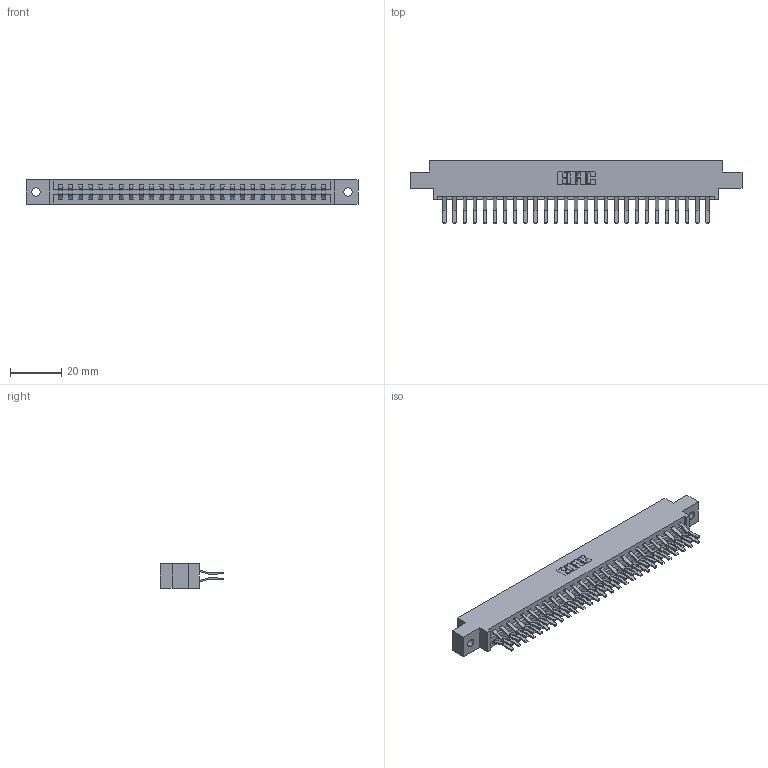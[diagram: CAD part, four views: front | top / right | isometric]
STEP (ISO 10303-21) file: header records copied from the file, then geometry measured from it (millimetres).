
FILE_DESCRIPTION (( 'STEP AP203' ), '1' );
FILE_NAME ('387-054-560-802.STEP', '2018-09-20T23:09:22', ( '' ), ( '' ), 'SwSTEP 2.0', 'SolidWorks 2016', '' );
FILE_SCHEMA (( 'CONFIG_CONTROL_DESIGN' ));
Length unit declared in the file: inch
Products named in the file (3): 337 Part_0.170 Offset - 0.128 Dia; 345-292-001_560 Tail; 387-054-560-802
Assembly tree (55 placements, depth 2):
  387-054-560-802
    337 Part_0.170 Offset - 0.128 Dia
    345-292-001_560 Tail  x54
Bounding box: 130 x 24.78 x 9.4 mm (x, y, z)
Volume: 13700.2 mm3; surface area: 16202 mm2
Topology: 55 solids, 55 shells, 3142 faces, 9341 edges, 6154 vertices
Faces by surface type: plane 2126, cylinder 1016
Entity records: 23097 total; most frequent: CARTESIAN_POINT 3906, ORIENTED_EDGE 3842, DIRECTION 3353, EDGE_CURVE 1921, VECTOR 1789, LINE 1789, VERTEX_POINT 1278, AXIS2_PLACEMENT_3D 782
